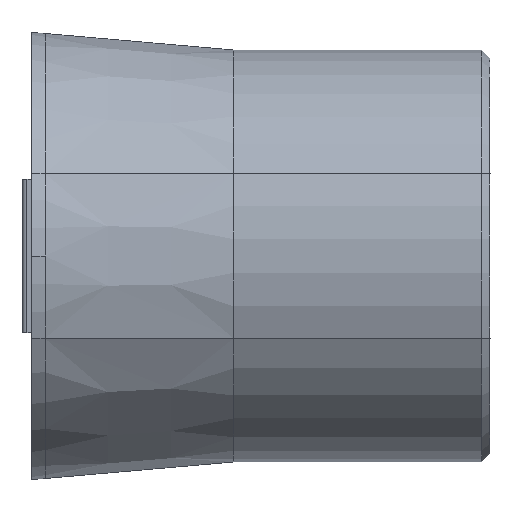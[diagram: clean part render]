
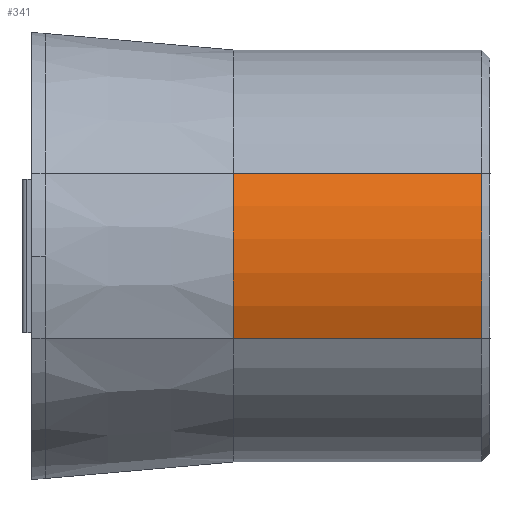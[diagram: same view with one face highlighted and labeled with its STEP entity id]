
A CAD part, front view. The second image highlights one B-rep face of the part: STEP entity #341.
In plain terms, the highlighted cylindrical face has radius 12.5 mm (diameter 25 mm), a partial arc.
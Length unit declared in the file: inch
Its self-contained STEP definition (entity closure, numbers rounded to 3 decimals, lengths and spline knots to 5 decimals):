
#286 = AXIS2_PLACEMENT_3D ( 'NONE', #4732, #1013, #1850 ) ;
#341 = ADVANCED_FACE ( 'NONE', ( #2278 ), #936, .T. ) ;
#462 = CIRCLE ( 'NONE', #3498, 0.49213 ) ;
#771 = CARTESIAN_POINT ( 'NONE',  ( 1.04331, -0.45113, 0.19665 ) ) ;
#815 = ORIENTED_EDGE ( 'NONE', *, *, #1358, .T. ) ;
#877 = CARTESIAN_POINT ( 'NONE',  ( -0.0315, -0.45113, 0.19665 ) ) ;
#936 = CYLINDRICAL_SURFACE ( 'NONE', #5352, 0.49213 ) ;
#1013 = DIRECTION ( 'NONE',  ( 1., 0., 0. ) ) ;
#1088 = VECTOR ( 'NONE', #4423, 39.37008 ) ;
#1358 = EDGE_CURVE ( 'NONE', #5045, #3166, #1484, .T. ) ;
#1484 = LINE ( 'NONE', #1923, #1088 ) ;
#1579 = CARTESIAN_POINT ( 'NONE',  ( 1.04331, -0.45113, -0.19665 ) ) ;
#1850 = DIRECTION ( 'NONE',  ( 0., 1., 0. ) ) ;
#1923 = CARTESIAN_POINT ( 'NONE',  ( -0.0315, -0.45113, -0.19665 ) ) ;
#1965 = DIRECTION ( 'NONE',  ( 1., 0., 0. ) ) ;
#2278 = FACE_OUTER_BOUND ( 'NONE', #3889, .T. ) ;
#2373 = CIRCLE ( 'NONE', #286, 0.49213 ) ;
#2440 = VERTEX_POINT ( 'NONE', #771 ) ;
#2534 = DIRECTION ( 'NONE',  ( 1., 0., 0. ) ) ;
#2745 = DIRECTION ( 'NONE',  ( 0., 0., 1. ) ) ;
#2819 = EDGE_CURVE ( 'NONE', #4255, #5045, #462, .T. ) ;
#2966 = EDGE_CURVE ( 'NONE', #4255, #2440, #4599, .T. ) ;
#3032 = EDGE_CURVE ( 'NONE', #2440, #3166, #2373, .T. ) ;
#3166 = VERTEX_POINT ( 'NONE', #1579 ) ;
#3498 = AXIS2_PLACEMENT_3D ( 'NONE', #4087, #1965, #2745 ) ;
#3529 = CARTESIAN_POINT ( 'NONE',  ( 0.45, -0.45113, -0.19665 ) ) ;
#3875 = DIRECTION ( 'NONE',  ( 0., 0., 1. ) ) ;
#3889 = EDGE_LOOP ( 'NONE', ( #815, #4729, #4888, #3972 ) ) ;
#3972 = ORIENTED_EDGE ( 'NONE', *, *, #2819, .T. ) ;
#4087 = CARTESIAN_POINT ( 'NONE',  ( 0.45, 0., 0. ) ) ;
#4255 = VERTEX_POINT ( 'NONE', #4985 ) ;
#4279 = CARTESIAN_POINT ( 'NONE',  ( 0.7565, 0., 0. ) ) ;
#4363 = VECTOR ( 'NONE', #2534, 39.37008 ) ;
#4423 = DIRECTION ( 'NONE',  ( 1., 0., 0. ) ) ;
#4599 = LINE ( 'NONE', #877, #4363 ) ;
#4707 = DIRECTION ( 'NONE',  ( -1., 0., 0. ) ) ;
#4729 = ORIENTED_EDGE ( 'NONE', *, *, #3032, .F. ) ;
#4732 = CARTESIAN_POINT ( 'NONE',  ( 1.04331, 0., 0. ) ) ;
#4888 = ORIENTED_EDGE ( 'NONE', *, *, #2966, .F. ) ;
#4985 = CARTESIAN_POINT ( 'NONE',  ( 0.45, -0.45113, 0.19665 ) ) ;
#5045 = VERTEX_POINT ( 'NONE', #3529 ) ;
#5352 = AXIS2_PLACEMENT_3D ( 'NONE', #4279, #4707, #3875 ) ;
